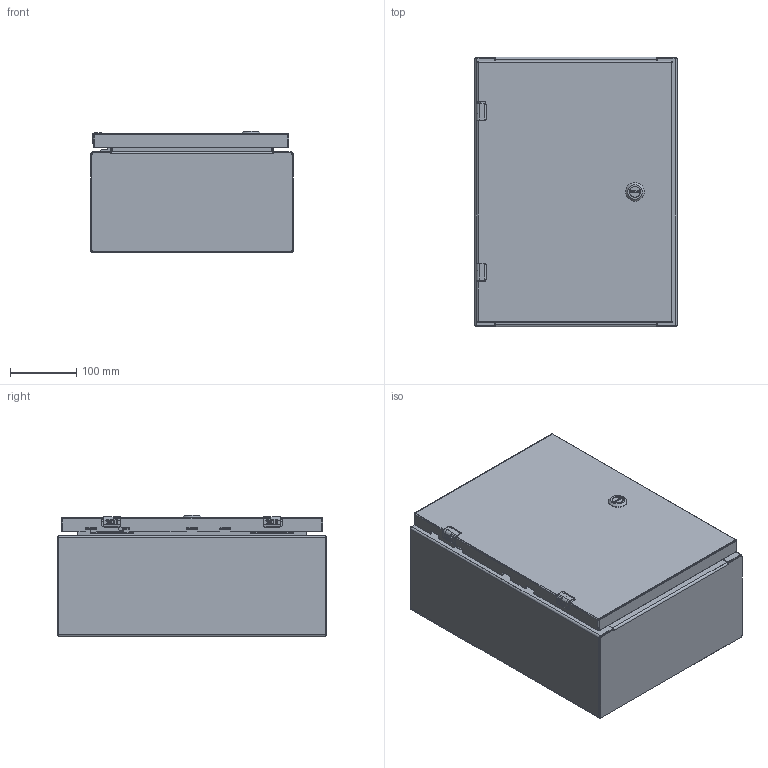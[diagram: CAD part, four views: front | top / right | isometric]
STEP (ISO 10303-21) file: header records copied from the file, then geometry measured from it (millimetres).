
FILE_DESCRIPTION (( 'STEP AP214' ), '1' );
FILE_NAME ('SCE-16EL1206LP.STEP', '2021-01-26T14:24:17', ( '' ), ( '' ), 'SwSTEP 2.0', 'SolidWorks 2019', '' );
FILE_SCHEMA (( 'AUTOMOTIVE_DESIGN' ));
Length unit declared in the file: inch
Products named in the file (1): SCE-16EL1206LP
Bounding box: 304.8 x 406.4 x 183.65 mm (x, y, z)
Volume: 1390361.9 mm3; surface area: 1335746.9 mm2
Topology: 39 solids, 39 shells, 1793 faces, 4558 edges, 2884 vertices
Faces by surface type: plane 858, cylinder 559, bspline 258, torus 46, cone 44, sphere 28
Full cylindrical faces by diameter (mm): 1.016 x2, 3.454 x2, 3.962 x2, 3.978 x2, 4.318 x6, 4.369 x4, 4.775 x2, 4.978 x8, 5 x1, 5.182 x4, 5.207 x4, 5.232 x4, 5.5 x1, 5.537 x2, 6.096 x4, 6.198 x4, 6.299 x2, 6.35 x4, 6.756 x4, 7.137 x2, 8.433 x4, 9.296 x4, 9.322 x4, 9.525 x4, 9.9 x1, 10 x1, 11.113 x4, 12.7 x4, 12.8 x1, 13.5 x1
Entity records: 90594 total; most frequent: CARTESIAN_POINT 26408, ORIENTED_EDGE 8518, DIRECTION 7803, EDGE_CURVE 4259, VERTEX_POINT 2794, AXIS2_PLACEMENT_3D 2705, LINE 2393, VECTOR 2393
